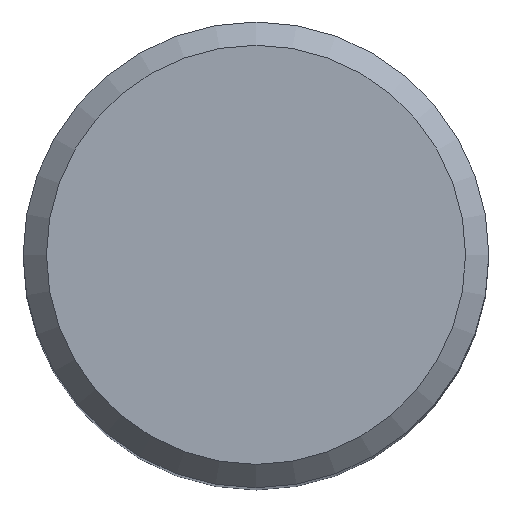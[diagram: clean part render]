
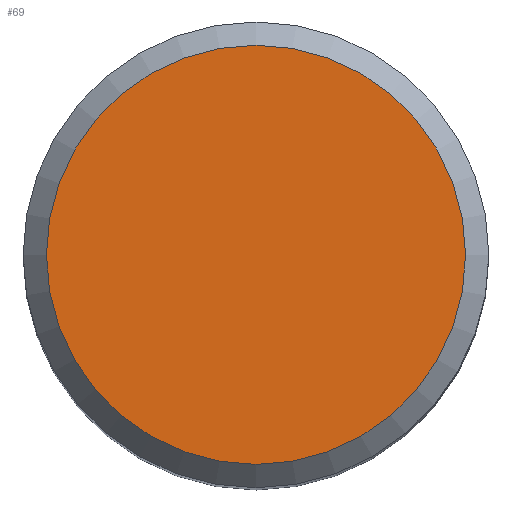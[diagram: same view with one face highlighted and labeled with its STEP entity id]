
A CAD part, top view. The second image highlights one B-rep face of the part: STEP entity #69.
In plain terms, the highlighted planar face has unit normal (0, 0, 1).
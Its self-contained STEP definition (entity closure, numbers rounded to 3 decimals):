
#44=FACE_OUTER_BOUND('',#143,.T.);
#46=PLANE('',#326);
#69=ADVANCED_FACE('',(#44),#46,.F.);
#143=EDGE_LOOP('',(#185));
#185=ORIENTED_EDGE('',*,*,#244,.F.);
#222=VERTEX_POINT('',#477);
#244=EDGE_CURVE('',#222,#222,#265,.T.);
#265=CIRCLE('',#325,8.997);
#325=AXIS2_PLACEMENT_3D('',#476,#389,#390);
#326=AXIS2_PLACEMENT_3D('',#478,#391,#392);
#389=DIRECTION('',(0.,0.,-1.));
#390=DIRECTION('',(1.,0.,0.));
#391=DIRECTION('',(0.,0.,-1.));
#392=DIRECTION('',(1.,0.,0.));
#476=CARTESIAN_POINT('',(0.,0.,0.));
#477=CARTESIAN_POINT('',(8.997,0.,0.));
#478=CARTESIAN_POINT('',(0.,0.,0.));
